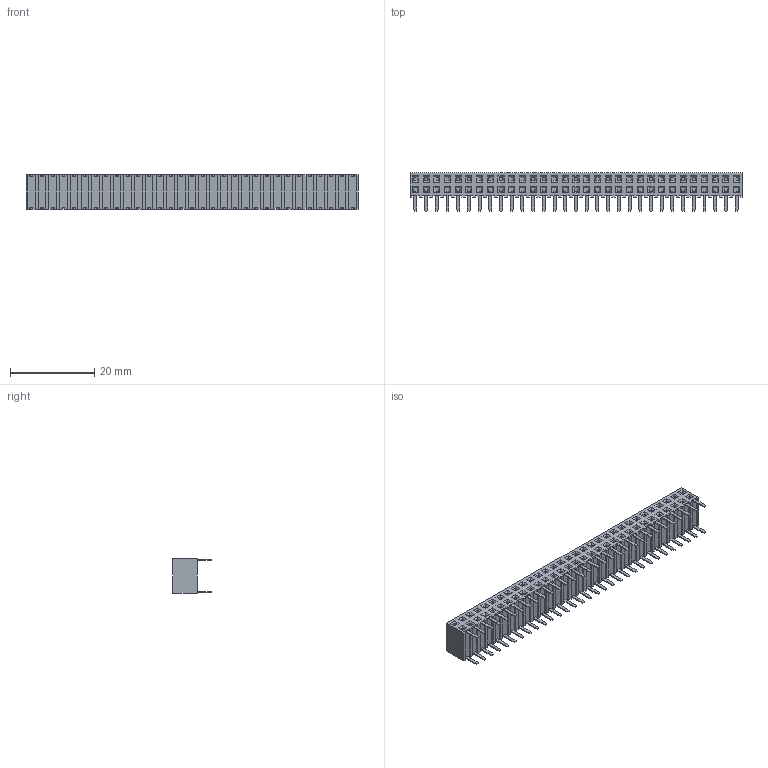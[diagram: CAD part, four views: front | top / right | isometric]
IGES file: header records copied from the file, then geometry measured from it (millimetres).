
Global section: file name: 960262-7102-XX.igs; native system: NX V3.0; preprocessor: UGS NX IGES V4.0; date: 20070618.081005; units: millimetre
Bounding box: 78.74 x 9.1 x 8.1 mm (x, y, z)
Surface area: 3678.6 mm2 (no closed solid volume)
Topology: 0 solids, 0 shells, 1122 faces, 5481 edges, 5481 vertices
Faces by surface type: bspline 1122
